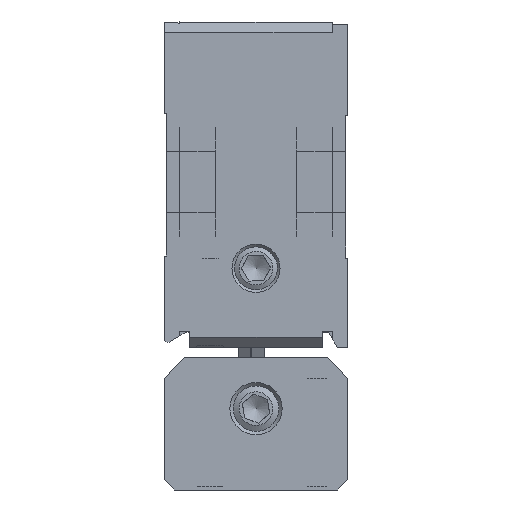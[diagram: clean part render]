
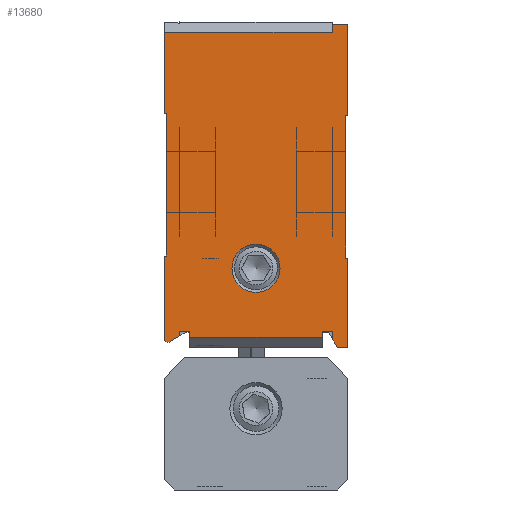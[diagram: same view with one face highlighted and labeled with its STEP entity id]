
A CAD part, front view. The second image highlights one B-rep face of the part: STEP entity #13680.
In plain terms, the highlighted planar face has unit normal (0, -1, 0).
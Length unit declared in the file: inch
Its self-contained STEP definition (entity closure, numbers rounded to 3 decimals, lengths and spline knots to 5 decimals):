
#344=FACE_BOUND('',#2040,.T.);
#674=PLANE('',#14673);
#1262=FACE_OUTER_BOUND('',#2039,.T.);
#2039=EDGE_LOOP('',(#10989,#10990,#10991,#10992,#10993,#10994,#10995,#10996,
#10997,#10998,#10999,#11000,#11001,#11002,#11003,#11004,#11005,#11006,#11007,
#11008,#11009,#11010,#11011,#11012));
#2040=EDGE_LOOP('',(#11013));
#3101=LINE('',#21108,#4461);
#3105=LINE('',#21117,#4465);
#3110=LINE('',#21127,#4470);
#3116=LINE('',#21141,#4476);
#3199=LINE('',#21380,#4559);
#3206=LINE('',#21394,#4566);
#3209=LINE('',#21399,#4569);
#3279=LINE('',#21592,#4639);
#3287=LINE('',#21613,#4647);
#3298=LINE('',#21635,#4658);
#3302=LINE('',#21644,#4662);
#3307=LINE('',#21656,#4667);
#3308=LINE('',#21658,#4668);
#3309=LINE('',#21660,#4669);
#3310=LINE('',#21662,#4670);
#3311=LINE('',#21664,#4671);
#3312=LINE('',#21666,#4672);
#3313=LINE('',#21669,#4673);
#3314=LINE('',#21670,#4674);
#3315=LINE('',#21672,#4675);
#3316=LINE('',#21674,#4676);
#3317=LINE('',#21675,#4677);
#3318=LINE('',#21676,#4678);
#4461=VECTOR('',#16905,0.3937);
#4465=VECTOR('',#16911,0.3937);
#4470=VECTOR('',#16918,0.3937);
#4476=VECTOR('',#16930,0.3937);
#4559=VECTOR('',#17159,0.3937);
#4566=VECTOR('',#17172,0.3937);
#4569=VECTOR('',#17177,0.3937);
#4639=VECTOR('',#17391,0.3937);
#4647=VECTOR('',#17407,0.3937);
#4658=VECTOR('',#17430,0.3937);
#4662=VECTOR('',#17440,0.3937);
#4667=VECTOR('',#17457,0.3937);
#4668=VECTOR('',#17458,0.3937);
#4669=VECTOR('',#17459,0.3937);
#4670=VECTOR('',#17460,0.3937);
#4671=VECTOR('',#17461,0.3937);
#4672=VECTOR('',#17462,0.3937);
#4673=VECTOR('',#17465,0.3937);
#4674=VECTOR('',#17466,0.3937);
#4675=VECTOR('',#17467,0.3937);
#4676=VECTOR('',#17468,0.3937);
#4677=VECTOR('',#17469,0.3937);
#4678=VECTOR('',#17470,0.3937);
#5239=CIRCLE('',#14507,0.09319);
#5310=CIRCLE('',#14674,0.01181);
#6206=VERTEX_POINT('',#21105);
#6207=VERTEX_POINT('',#21107);
#6210=VERTEX_POINT('',#21114);
#6211=VERTEX_POINT('',#21116);
#6215=VERTEX_POINT('',#21125);
#6220=VERTEX_POINT('',#21139);
#6221=VERTEX_POINT('',#21144);
#6303=VERTEX_POINT('',#21379);
#6306=VERTEX_POINT('',#21391);
#6307=VERTEX_POINT('',#21393);
#6308=VERTEX_POINT('',#21397);
#6358=VERTEX_POINT('',#21589);
#6359=VERTEX_POINT('',#21591);
#6368=VERTEX_POINT('',#21611);
#6373=VERTEX_POINT('',#21633);
#6375=VERTEX_POINT('',#21642);
#6376=VERTEX_POINT('',#21655);
#6377=VERTEX_POINT('',#21657);
#6378=VERTEX_POINT('',#21659);
#6379=VERTEX_POINT('',#21661);
#6380=VERTEX_POINT('',#21663);
#6381=VERTEX_POINT('',#21665);
#6382=VERTEX_POINT('',#21667);
#6383=VERTEX_POINT('',#21671);
#6384=VERTEX_POINT('',#21673);
#7730=EDGE_CURVE('',#6207,#6206,#3101,.T.);
#7734=EDGE_CURVE('',#6211,#6210,#3105,.T.);
#7739=EDGE_CURVE('',#6210,#6215,#3110,.T.);
#7746=EDGE_CURVE('',#6220,#6215,#3116,.T.);
#7748=EDGE_CURVE('',#6221,#6221,#5239,.T.);
#7869=EDGE_CURVE('',#6303,#6211,#3199,.T.);
#7876=EDGE_CURVE('',#6307,#6306,#3206,.T.);
#7879=EDGE_CURVE('',#6206,#6308,#3209,.T.);
#7976=EDGE_CURVE('',#6358,#6359,#3279,.T.);
#7987=EDGE_CURVE('',#6368,#6358,#3287,.T.);
#7999=EDGE_CURVE('',#6373,#6368,#3298,.T.);
#8003=EDGE_CURVE('',#6375,#6308,#3302,.T.);
#8008=EDGE_CURVE('',#6376,#6306,#3307,.T.);
#8009=EDGE_CURVE('',#6377,#6376,#3308,.T.);
#8010=EDGE_CURVE('',#6378,#6377,#3309,.T.);
#8011=EDGE_CURVE('',#6379,#6378,#3310,.T.);
#8012=EDGE_CURVE('',#6380,#6379,#3311,.T.);
#8013=EDGE_CURVE('',#6381,#6380,#3312,.T.);
#8014=EDGE_CURVE('',#6382,#6381,#5310,.T.);
#8015=EDGE_CURVE('',#6303,#6382,#3313,.T.);
#8016=EDGE_CURVE('',#6220,#6207,#3314,.T.);
#8017=EDGE_CURVE('',#6383,#6375,#3315,.T.);
#8018=EDGE_CURVE('',#6384,#6383,#3316,.T.);
#8019=EDGE_CURVE('',#6359,#6384,#3317,.T.);
#8020=EDGE_CURVE('',#6307,#6373,#3318,.T.);
#10989=ORIENTED_EDGE('',*,*,#7876,.T.);
#10990=ORIENTED_EDGE('',*,*,#8008,.F.);
#10991=ORIENTED_EDGE('',*,*,#8009,.F.);
#10992=ORIENTED_EDGE('',*,*,#8010,.F.);
#10993=ORIENTED_EDGE('',*,*,#8011,.F.);
#10994=ORIENTED_EDGE('',*,*,#8012,.F.);
#10995=ORIENTED_EDGE('',*,*,#8013,.F.);
#10996=ORIENTED_EDGE('',*,*,#8014,.F.);
#10997=ORIENTED_EDGE('',*,*,#8015,.F.);
#10998=ORIENTED_EDGE('',*,*,#7869,.T.);
#10999=ORIENTED_EDGE('',*,*,#7734,.T.);
#11000=ORIENTED_EDGE('',*,*,#7739,.T.);
#11001=ORIENTED_EDGE('',*,*,#7746,.F.);
#11002=ORIENTED_EDGE('',*,*,#8016,.T.);
#11003=ORIENTED_EDGE('',*,*,#7730,.T.);
#11004=ORIENTED_EDGE('',*,*,#7879,.T.);
#11005=ORIENTED_EDGE('',*,*,#8003,.F.);
#11006=ORIENTED_EDGE('',*,*,#8017,.F.);
#11007=ORIENTED_EDGE('',*,*,#8018,.F.);
#11008=ORIENTED_EDGE('',*,*,#8019,.F.);
#11009=ORIENTED_EDGE('',*,*,#7976,.F.);
#11010=ORIENTED_EDGE('',*,*,#7987,.F.);
#11011=ORIENTED_EDGE('',*,*,#7999,.F.);
#11012=ORIENTED_EDGE('',*,*,#8020,.F.);
#11013=ORIENTED_EDGE('',*,*,#7748,.F.);
#13680=ADVANCED_FACE('',(#1262,#344),#674,.T.);
#14507=AXIS2_PLACEMENT_3D('',#21145,#16934,#16935);
#14673=AXIS2_PLACEMENT_3D('',#21654,#17455,#17456);
#14674=AXIS2_PLACEMENT_3D('',#21668,#17463,#17464);
#16905=DIRECTION('',(1.,0.,0.));
#16911=DIRECTION('',(1.,0.,0.));
#16918=DIRECTION('',(0.,0.,-1.));
#16930=DIRECTION('',(-1.,0.,0.));
#16934=DIRECTION('center_axis',(0.,-1.,0.));
#16935=DIRECTION('ref_axis',(0.,0.,
-1.));
#17159=DIRECTION('',(0.,0.,1.));
#17172=DIRECTION('',(0.,0.,-1.));
#17177=DIRECTION('',(0.,0.,-1.));
#17391=DIRECTION('',(0.,0.,-1.));
#17407=DIRECTION('',(-1.,0.,0.));
#17430=DIRECTION('',(0.,0.,-1.));
#17440=DIRECTION('',(-0.5,0.,0.866));
#17455=DIRECTION('center_axis',(0.,-1.,0.));
#17456=DIRECTION('ref_axis',(0.,0.,-1.));
#17457=DIRECTION('',(1.,0.,0.));
#17458=DIRECTION('',(0.,0.,1.));
#17459=DIRECTION('',(-1.,0.,0.));
#17460=DIRECTION('',(0.,0.,1.));
#17461=DIRECTION('',(1.,0.,0.));
#17462=DIRECTION('',(0.,0.,1.));
#17463=DIRECTION('center_axis',(0.,1.,0.));
#17464=DIRECTION('ref_axis',(0.5,0.,-0.866));
#17465=DIRECTION('',(-0.866,0.,-0.5));
#17466=DIRECTION('',(0.,0.,1.));
#17467=DIRECTION('',(-1.,0.,0.));
#17468=DIRECTION('',(0.,0.,-1.));
#17469=DIRECTION('',(1.,0.,0.));
#17470=DIRECTION('',(1.,0.,0.));
#21105=CARTESIAN_POINT('',(0.19487,-4.47708,-0.56693));
#21107=CARTESIAN_POINT('',(0.1555,-4.47708,-0.56693));
#21108=CARTESIAN_POINT('',(0.02755,-4.47708,-0.56693));
#21114=CARTESIAN_POINT('',(-0.35631,-4.47708,-0.56693));
#21116=CARTESIAN_POINT('',(-0.39568,-4.47708,-0.56693));
#21117=CARTESIAN_POINT('',(-0.24804,-4.47708,-0.56693));
#21125=CARTESIAN_POINT('',(-0.35631,-4.47708,-0.59055));
#21127=CARTESIAN_POINT('',(-0.35631,-4.47708,-0.28346));
#21139=CARTESIAN_POINT('',(0.1555,-4.47708,-0.59055));
#21141=CARTESIAN_POINT('',(0.04724,-4.47708,-0.59055));
#21144=CARTESIAN_POINT('',(-0.1004,-4.47708,-0.22965));
#21145=CARTESIAN_POINT('Origin',(-0.1004,-4.47708,-0.32283));
#21379=CARTESIAN_POINT('',(-0.39568,-4.47708,-0.58459));
#21380=CARTESIAN_POINT('',(-0.39568,-4.47708,-0.23991));
#21391=CARTESIAN_POINT('',(0.19487,-4.47708,0.59055));
#21393=CARTESIAN_POINT('',(0.19487,-4.47708,0.62205));
#21394=CARTESIAN_POINT('',(0.19487,-4.47708,0.29722));
#21397=CARTESIAN_POINT('',(0.19487,-4.47708,-0.59583));
#21399=CARTESIAN_POINT('',(0.19487,-4.47708,0.29722));
#21589=CARTESIAN_POINT('',(0.24605,-4.47708,0.26772));
#21591=CARTESIAN_POINT('',(0.24605,-4.47708,-0.28346));
#21592=CARTESIAN_POINT('',(0.24605,-4.47708,0.26772));
#21611=CARTESIAN_POINT('',(0.25393,-4.47708,0.26772));
#21613=CARTESIAN_POINT('',(0.25393,-4.47708,0.26772));
#21633=CARTESIAN_POINT('',(0.25393,-4.47708,0.62205));
#21635=CARTESIAN_POINT('',(0.25393,-4.47708,0.62205));
#21642=CARTESIAN_POINT('',(0.21456,-4.47708,-0.62992));
#21644=CARTESIAN_POINT('',(0.21456,-4.47708,-0.62992));
#21654=CARTESIAN_POINT('Origin',(0.18195,-4.47708,-0.0276));
#21655=CARTESIAN_POINT('',(-0.45473,-4.47708,0.59055));
#21656=CARTESIAN_POINT('',(-0.24804,-4.47708,0.59055));
#21657=CARTESIAN_POINT('',(-0.45473,-4.47708,0.27559));
#21658=CARTESIAN_POINT('',(-0.45473,-4.47708,0.27559));
#21659=CARTESIAN_POINT('',(-0.44686,-4.47708,0.27559));
#21660=CARTESIAN_POINT('',(-0.44686,-4.47708,0.27559));
#21661=CARTESIAN_POINT('',(-0.44686,-4.47708,-0.27559));
#21662=CARTESIAN_POINT('',(-0.44686,-4.47708,-0.27559));
#21663=CARTESIAN_POINT('',(-0.45473,-4.47708,-0.27559));
#21664=CARTESIAN_POINT('',(-0.45473,-4.47708,-0.27559));
#21665=CARTESIAN_POINT('',(-0.45473,-4.47708,-0.59739));
#21666=CARTESIAN_POINT('',(-0.45473,-4.47708,-0.59739));
#21667=CARTESIAN_POINT('',(-0.43705,-4.47708,-0.60847));
#21668=CARTESIAN_POINT('Origin',(-0.44295,-4.47708,-0.59824));
#21669=CARTESIAN_POINT('',(-0.37365,-4.47708,-0.57187));
#21670=CARTESIAN_POINT('',(0.1555,-4.47708,-0.31496));
#21671=CARTESIAN_POINT('',(0.25393,-4.47708,-0.62992));
#21672=CARTESIAN_POINT('',(0.25393,-4.47708,-0.62992));
#21673=CARTESIAN_POINT('',(0.25393,-4.47708,-0.28346));
#21674=CARTESIAN_POINT('',(0.25393,-4.47708,-0.28346));
#21675=CARTESIAN_POINT('',(0.24605,-4.47708,-0.28346));
#21676=CARTESIAN_POINT('',(0.19487,-4.47708,0.62205));
